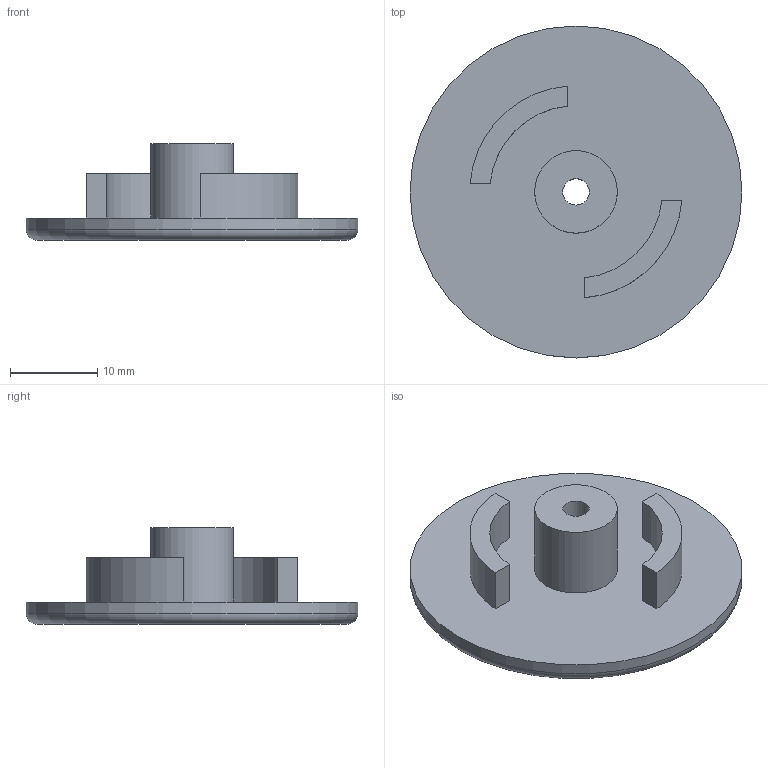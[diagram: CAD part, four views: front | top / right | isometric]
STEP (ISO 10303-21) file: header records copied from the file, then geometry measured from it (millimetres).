
FILE_DESCRIPTION(/* description */ (''),/* implementation_level */ '2;1');
FILE_NAME(/* name */ 'Kornylak Wheel Hub - Out Side.ipt.stp',/* time_stamp */ '2014-02-16T09:50:32-05:00',/* author */ ('Spooner'),/* organization */ (''),/* preprocessor_version */ 'ST-DEVELOPER v15.2',/* originating_system */ 'Autodesk Inventor 2014',/* authorisation */ '');
FILE_SCHEMA (('AUTOMOTIVE_DESIGN { 1 0 10303 214 3 1 1 }'));
Length unit declared in the file: inch
Products named in the file (1): Kornylak Wheel Hub - Out Side
Bounding box: 38.1 x 38.1 x 11.05 mm (x, y, z)
Volume: 3732 mm3; surface area: 3221.4 mm2
Topology: 1 solids, 1 shells, 17 faces, 35 edges, 23 vertices
Faces by surface type: plane 9, cylinder 7, torus 1
Full cylindrical faces by diameter (mm): 3.035 x1, 9.474 x1, 38.1 x1
Entity records: 463 total; most frequent: DIRECTION 82, CARTESIAN_POINT 72, ORIENTED_EDGE 62, AXIS2_PLACEMENT_3D 33, EDGE_CURVE 31, EDGE_LOOP 26, VERTEX_POINT 23, ADVANCED_FACE 17
